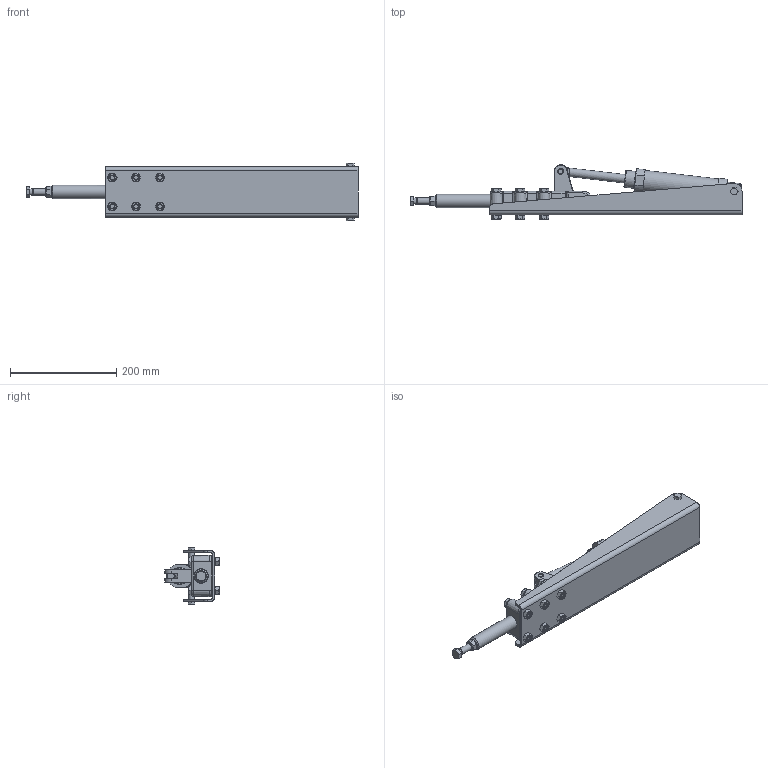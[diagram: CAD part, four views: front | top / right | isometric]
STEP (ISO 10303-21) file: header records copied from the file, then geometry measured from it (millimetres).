
FILE_DESCRIPTION((''),'2;1');
FILE_NAME('CP75 AIR.stp','2013-06-03T11:06:19',('Andy'),(''),'Autodesk Inventor 2013','Autodesk Inventor 2013','');
FILE_SCHEMA(('AUTOMOTIVE_DESIGN { 1 0 10303 214 1 1 1 1 }'));
Length unit declared in the file: millimetre
Products named in the file (9): Assembly6; Part61; Part63; Part65; Part67; Part69; Part71; Part73; Part75
Assembly tree (8 placements, depth 2):
  Assembly6
    Part61
    Part63
    Part65
    Part67
    Part69
    Part71
    Part73
    Part75
Bounding box: 625.3 x 102.88 x 107.85 mm (x, y, z)
Volume: 982588.1 mm3; surface area: 343765.8 mm2
Topology: 8 solids, 14 shells, 665 faces, 1555 edges, 967 vertices
Faces by surface type: plane 283, cylinder 151, cone 135, bspline 58, torus 22, sphere 16
Full cylindrical faces by diameter (mm): 7.9 x2, 8.376 x6, 9 x11, 10 x8, 10.1 x3, 10.106 x1, 10.2 x1, 10.3 x12, 12 x8, 14.63 x6, 15 x1, 16 x2, 16.63 x1, 18 x2, 25 x2, 31 x1, 32 x1, 38 x2, 40 x1
Entity records: 24126 total; most frequent: CARTESIAN_POINT 10326, DIRECTION 2771, ORIENTED_EDGE 2662, EDGE_CURVE 1331, AXIS2_PLACEMENT_3D 1126, EDGE_LOOP 905, VERTEX_POINT 892, FACE_OUTER_BOUND 665
